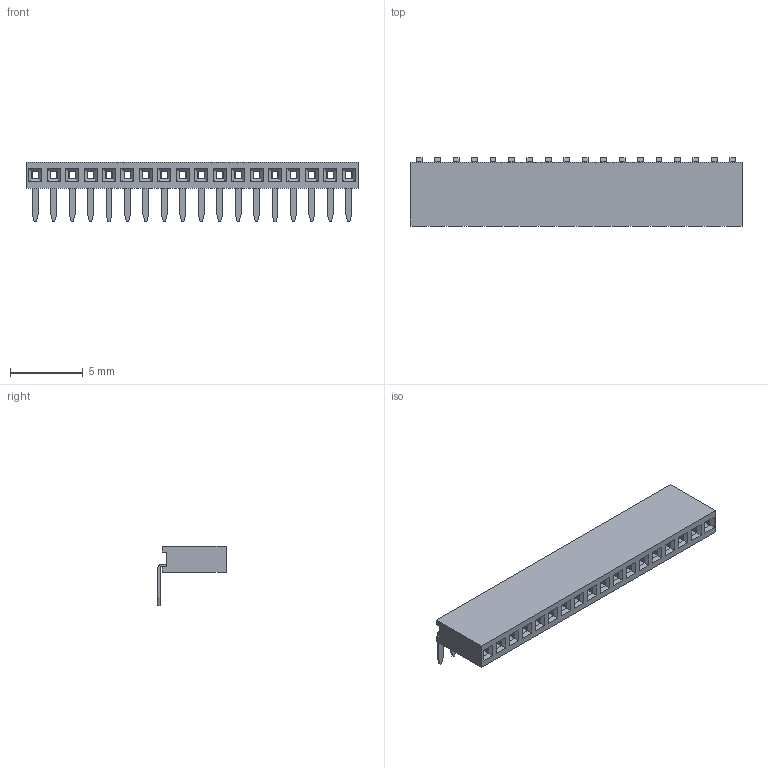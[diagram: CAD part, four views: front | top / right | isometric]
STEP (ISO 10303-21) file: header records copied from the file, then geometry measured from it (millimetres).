
FILE_DESCRIPTION(('STEP AP214'), '1');
FILE_NAME('PBS1.27-R', '', ('UNSPECIFIED'), ('UNSPECIFIED'), 'ASCON STEP Converter 1.6', 'ASCON Math Kernel', '');
FILE_SCHEMA(('AUTOMOTIVE_DESIGN { 1 0 10303 214 3 1 1}'));
Length unit declared in the file: millimetre
Bounding box: 22.86 x 4.7 x 4.1 mm (x, y, z)
Volume: 130.1 mm3; surface area: 920 mm2
Topology: 19 solids, 19 shells, 1072 faces, 2886 edges, 1852 vertices
Faces by surface type: plane 910, cylinder 162
Entity records: 41682 total; most frequent: CARTESIAN_POINT 5811, ORIENTED_EDGE 5772, DIRECTION 5356, EDGE_CURVE 2886, LINE 2562, VECTOR 2562, VERTEX_POINT 1852, AXIS2_PLACEMENT_3D 1397
